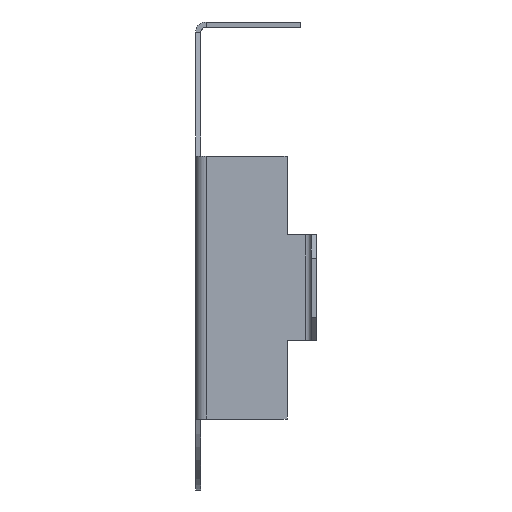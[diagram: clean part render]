
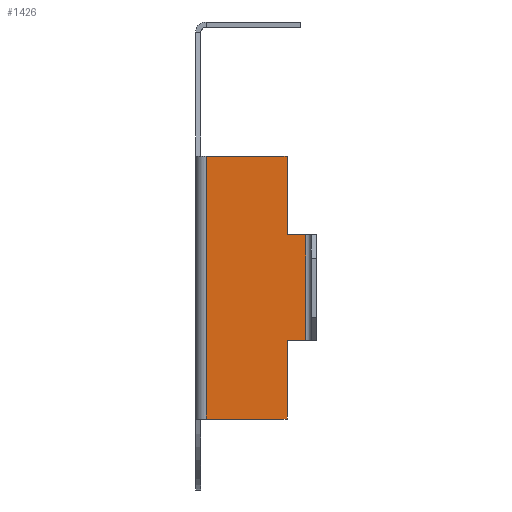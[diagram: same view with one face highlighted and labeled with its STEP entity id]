
A CAD part, left-side view. The second image highlights one B-rep face of the part: STEP entity #1426.
In plain terms, the highlighted planar face has unit normal (-1, 0, 0).
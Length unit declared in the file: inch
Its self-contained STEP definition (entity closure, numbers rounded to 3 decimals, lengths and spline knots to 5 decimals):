
#823 = VERTEX_POINT ( 'NONE', #1834 ) ;
#830 = VERTEX_POINT ( 'NONE', #1789 ) ;
#852 = EDGE_CURVE ( 'NONE', #830, #823, #1684, .T. ) ;
#1373 = VERTEX_POINT ( 'NONE', #2697 ) ;
#1378 = ORIENTED_EDGE ( 'NONE', *, *, #1404, .T. ) ;
#1382 = VERTEX_POINT ( 'NONE', #2676 ) ;
#1384 = VERTEX_POINT ( 'NONE', #2675 ) ;
#1400 = ORIENTED_EDGE ( 'NONE', *, *, #1401, .T. ) ;
#1401 = EDGE_CURVE ( 'NONE', #1384, #1382, #2634, .T. ) ;
#1402 = ORIENTED_EDGE ( 'NONE', *, *, #1469, .T. ) ;
#1404 = EDGE_CURVE ( 'NONE', #830, #1373, #2735, .T. ) ;
#1426 = ADVANCED_FACE ( 'NONE', ( #2818 ), #2823, .F. ) ;
#1427 = EDGE_LOOP ( 'NONE', ( #1428, #1378, #1476, #1445, #1457, #1460, #1400, #1402 ) ) ;
#1428 = ORIENTED_EDGE ( 'NONE', *, *, #852, .F. ) ;
#1443 = EDGE_CURVE ( 'NONE', #1373, #1444, #2802, .T. ) ;
#1444 = VERTEX_POINT ( 'NONE', #2801 ) ;
#1445 = ORIENTED_EDGE ( 'NONE', *, *, #1455, .T. ) ;
#1455 = EDGE_CURVE ( 'NONE', #1444, #1456, #2792, .T. ) ;
#1456 = VERTEX_POINT ( 'NONE', #2793 ) ;
#1457 = ORIENTED_EDGE ( 'NONE', *, *, #1458, .T. ) ;
#1458 = EDGE_CURVE ( 'NONE', #1456, #1459, #2796, .T. ) ;
#1459 = VERTEX_POINT ( 'NONE', #2797 ) ;
#1460 = ORIENTED_EDGE ( 'NONE', *, *, #1461, .T. ) ;
#1461 = EDGE_CURVE ( 'NONE', #1459, #1384, #2829, .T. ) ;
#1469 = EDGE_CURVE ( 'NONE', #1382, #823, #2786, .T. ) ;
#1476 = ORIENTED_EDGE ( 'NONE', *, *, #1443, .T. ) ;
#1681 = DIRECTION ( 'NONE',  ( 0., 0., 1. ) ) ;
#1682 = VECTOR ( 'NONE', #1681, 39.37008 ) ;
#1683 = CARTESIAN_POINT ( 'NONE',  ( -0.5, -0.01, -0.235 ) ) ;
#1684 = LINE ( 'NONE', #1683, #1682 ) ;
#1789 = CARTESIAN_POINT ( 'NONE',  ( -0.5, -0.01, -0.735 ) ) ;
#1834 = CARTESIAN_POINT ( 'NONE',  ( -0.5, -0.01, -0.235 ) ) ;
#2127 = VECTOR ( 'NONE', #2309, 39.37008 ) ;
#2309 = DIRECTION ( 'NONE',  ( 0., 1., 0. ) ) ;
#2632 = VECTOR ( 'NONE', #2739, 39.37008 ) ;
#2633 = CARTESIAN_POINT ( 'NONE',  ( -0.5, -0.164, -0.735 ) ) ;
#2634 = LINE ( 'NONE', #2633, #2632 ) ;
#2675 = CARTESIAN_POINT ( 'NONE',  ( -0.5, -0.164, -0.385 ) ) ;
#2676 = CARTESIAN_POINT ( 'NONE',  ( -0.5, -0.164, -0.235 ) ) ;
#2697 = CARTESIAN_POINT ( 'NONE',  ( -0.5, -0.164, -0.735 ) ) ;
#2729 = DIRECTION ( 'NONE',  ( 0., -1., 0. ) ) ;
#2730 = VECTOR ( 'NONE', #2729, 39.37008 ) ;
#2731 = CARTESIAN_POINT ( 'NONE',  ( -0.5, 0., -0.735 ) ) ;
#2735 = LINE ( 'NONE', #2731, #2730 ) ;
#2739 = DIRECTION ( 'NONE',  ( 0., 0., 1. ) ) ;
#2772 = DIRECTION ( 'NONE',  ( 0., 0., 1. ) ) ;
#2785 = CARTESIAN_POINT ( 'NONE',  ( -0.5, 0., -0.235 ) ) ;
#2786 = LINE ( 'NONE', #2785, #2127 ) ;
#2788 = DIRECTION ( 'NONE',  ( 0., -1., 0. ) ) ;
#2789 = VECTOR ( 'NONE', #2788, 39.37008 ) ;
#2791 = CARTESIAN_POINT ( 'NONE',  ( -0.5, 0., -0.585 ) ) ;
#2792 = LINE ( 'NONE', #2791, #2789 ) ;
#2793 = CARTESIAN_POINT ( 'NONE',  ( -0.5, -0.2, -0.585 ) ) ;
#2794 = VECTOR ( 'NONE', #2772, 39.37008 ) ;
#2795 = CARTESIAN_POINT ( 'NONE',  ( -0.5, -0.2, -0.735 ) ) ;
#2796 = LINE ( 'NONE', #2795, #2794 ) ;
#2797 = CARTESIAN_POINT ( 'NONE',  ( -0.5, -0.2, -0.385 ) ) ;
#2798 = DIRECTION ( 'NONE',  ( 0., 0., 1. ) ) ;
#2799 = VECTOR ( 'NONE', #2798, 39.37008 ) ;
#2800 = CARTESIAN_POINT ( 'NONE',  ( -0.5, -0.164, -0.735 ) ) ;
#2801 = CARTESIAN_POINT ( 'NONE',  ( -0.5, -0.164, -0.585 ) ) ;
#2802 = LINE ( 'NONE', #2800, #2799 ) ;
#2814 = DIRECTION ( 'NONE',  ( 0., -1., 0. ) ) ;
#2815 = DIRECTION ( 'NONE',  ( 1., 0., 0. ) ) ;
#2816 = CARTESIAN_POINT ( 'NONE',  ( -0.5, 0., -0.735 ) ) ;
#2817 = AXIS2_PLACEMENT_3D ( 'NONE', #2816, #2815, #2814 ) ;
#2818 = FACE_OUTER_BOUND ( 'NONE', #1427, .T. ) ;
#2823 = PLANE ( 'NONE',  #2817 ) ;
#2826 = DIRECTION ( 'NONE',  ( 0., 1., 0. ) ) ;
#2827 = VECTOR ( 'NONE', #2826, 39.37008 ) ;
#2828 = CARTESIAN_POINT ( 'NONE',  ( -0.5, 0., -0.385 ) ) ;
#2829 = LINE ( 'NONE', #2828, #2827 ) ;
